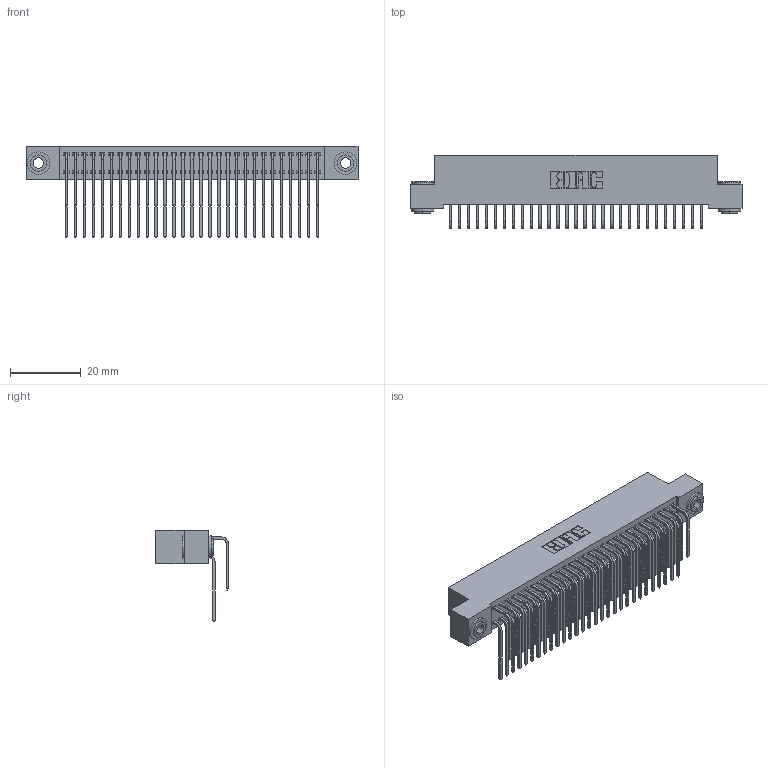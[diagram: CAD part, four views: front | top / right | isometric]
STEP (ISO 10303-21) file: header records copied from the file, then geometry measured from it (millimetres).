
FILE_DESCRIPTION (( 'STEP AP203' ), '1' );
FILE_NAME ('392-058-559-203.STEP', '2019-10-08T17:05:09', ( '' ), ( '' ), 'SwSTEP 2.0', 'SolidWorks 2016', '' );
FILE_SCHEMA (( 'CONFIG_CONTROL_DESIGN' ));
Length unit declared in the file: inch
Products named in the file (5): 342-250-002_345-250-002-102; 392-058-559-203; 342 Part_.156 TH; 345-292-001_558 559 Tail - 1; 345-292-001_559 Tail - 2
Assembly tree (61 placements, depth 2):
  392-058-559-203
    342 Part_.156 TH
    345-292-001_558 559 Tail - 1  x29
    345-292-001_559 Tail - 2  x29
    342-250-002_345-250-002-102  x2
Bounding box: 93.98 x 20.64 x 25.78 mm (x, y, z)
Volume: 8740 mm3; surface area: 15633.8 mm2
Topology: 61 solids, 61 shells, 3280 faces, 9713 edges, 6394 vertices
Faces by surface type: plane 2280, cylinder 992, cone 8
Entity records: 22640 total; most frequent: CARTESIAN_POINT 3792, ORIENTED_EDGE 3670, DIRECTION 3277, EDGE_CURVE 1835, VECTOR 1643, LINE 1643, VERTEX_POINT 1218, AXIS2_PLACEMENT_3D 817
